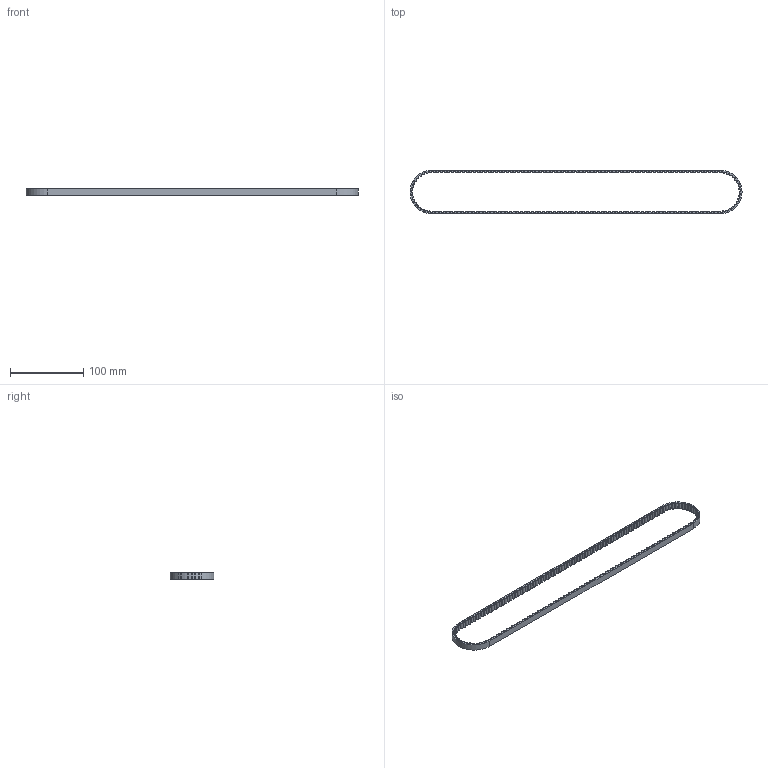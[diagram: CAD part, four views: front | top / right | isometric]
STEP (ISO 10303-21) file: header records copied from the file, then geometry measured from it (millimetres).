
FILE_DESCRIPTION(/* description */ ('STEP AP242','CAx-IF Rec.Pracs.---Representation and Presentation of Product Manufacturing Information (PMI)---4.0---2014-10-13','CAx-IF Rec.Pracs.---3D Tessellated Geometry---0.4---2014-09-14','2;1'),/* implementation_level */ '2;1');
FILE_NAME(/* name */ '6619dfd72013e56766ce83d4',/* time_stamp */ '2024-04-13T01:28:57Z',/* author */ (''),/* organization */ (''),/* preprocessor_version */ 'ST-DEVELOPER v20',/* originating_system */ ' ',/* authorisation */ ' ');
FILE_SCHEMA (('AP242_MANAGED_MODEL_BASED_3D_ENGINEERING_MIM_LF { 1 0 10303 442 1 1 4 }'));
Length unit declared in the file: metre
Products named in the file (1): [LS] HTD5 belt 193 teeth
Bounding box: 452.14 x 59.64 x 9 mm (x, y, z)
Volume: 24229 mm3; surface area: 27060.6 mm2
Topology: 1 solids, 1 shells, 1165 faces, 3489 edges, 2326 vertices
Faces by surface type: cylinder 618, plane 547
Entity records: 39665 total; most frequent: DIRECTION 7057, CARTESIAN_POINT 6981, ORIENTED_EDGE 6978, EDGE_CURVE 3489, AXIS2_PLACEMENT_3D 2402, VERTEX_POINT 2326, LINE 2253, VECTOR 2253
